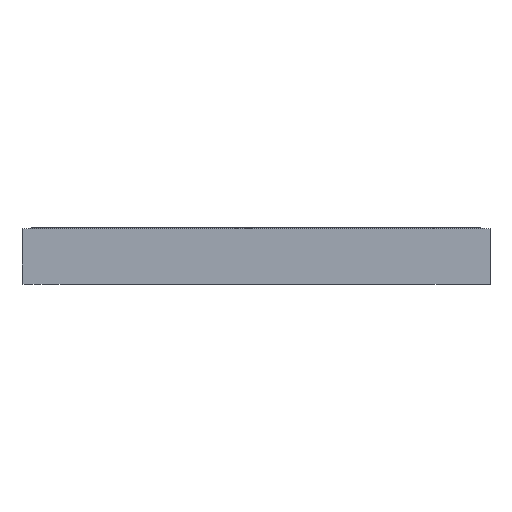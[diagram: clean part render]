
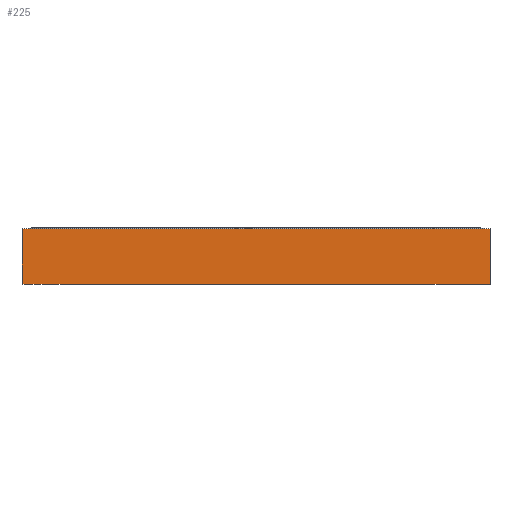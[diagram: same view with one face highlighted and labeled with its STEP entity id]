
A CAD part, front view. The second image highlights one B-rep face of the part: STEP entity #225.
In plain terms, the highlighted planar face has unit normal (0, -1, 0).
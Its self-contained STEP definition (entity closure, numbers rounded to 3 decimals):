
#225 = ADVANCED_FACE( '', ( #436 ), #437, .F. );
#436 = FACE_OUTER_BOUND( '', #652, .T. );
#437 = PLANE( '', #653 );
#652 = EDGE_LOOP( '', ( #1554, #1555, #1556, #1557 ) );
#653 = AXIS2_PLACEMENT_3D( '', #1558, #1559, #1560 );
#1554 = ORIENTED_EDGE( '', *, *, #1888, .T. );
#1555 = ORIENTED_EDGE( '', *, *, #1889, .F. );
#1556 = ORIENTED_EDGE( '', *, *, #1890, .F. );
#1557 = ORIENTED_EDGE( '', *, *, #1891, .T. );
#1558 = CARTESIAN_POINT( '', ( -57., -8.405, 5.9 ) );
#1559 = DIRECTION( '', ( 0., 1., 0. ) );
#1560 = DIRECTION( '', ( 0., 0., 1. ) );
#1888 = EDGE_CURVE( '', #2384, #2385, #2386, .T. );
#1889 = EDGE_CURVE( '', #2387, #2385, #2388, .T. );
#1890 = EDGE_CURVE( '', #2389, #2387, #2390, .T. );
#1891 = EDGE_CURVE( '', #2389, #2384, #2391, .T. );
#2384 = VERTEX_POINT( '', #3156 );
#2385 = VERTEX_POINT( '', #3157 );
#2386 = LINE( '', #3158, #3159 );
#2387 = VERTEX_POINT( '', #3160 );
#2388 = LINE( '', #3161, #3162 );
#2389 = VERTEX_POINT( '', #3163 );
#2390 = LINE( '', #3164, #3165 );
#2391 = LINE( '', #3166, #3167 );
#3156 = CARTESIAN_POINT( '', ( -57., -8.405, 0. ) );
#3157 = CARTESIAN_POINT( '', ( -7., -8.405, 0. ) );
#3158 = CARTESIAN_POINT( '', ( -57., -8.405, 0. ) );
#3159 = VECTOR( '', #3528, 1000. );
#3160 = CARTESIAN_POINT( '', ( -7., -8.405, 5.9 ) );
#3161 = CARTESIAN_POINT( '', ( -7., -8.405, 5.9 ) );
#3162 = VECTOR( '', #3529, 1000. );
#3163 = CARTESIAN_POINT( '', ( -57., -8.405, 5.9 ) );
#3164 = CARTESIAN_POINT( '', ( -57., -8.405, 5.9 ) );
#3165 = VECTOR( '', #3530, 1000. );
#3166 = CARTESIAN_POINT( '', ( -57., -8.405, 5.9 ) );
#3167 = VECTOR( '', #3531, 1000. );
#3528 = DIRECTION( '', ( 1., 0., 0. ) );
#3529 = DIRECTION( '', ( 0., 0., -1. ) );
#3530 = DIRECTION( '', ( 1., 0., 0. ) );
#3531 = DIRECTION( '', ( 0., 0., -1. ) );
